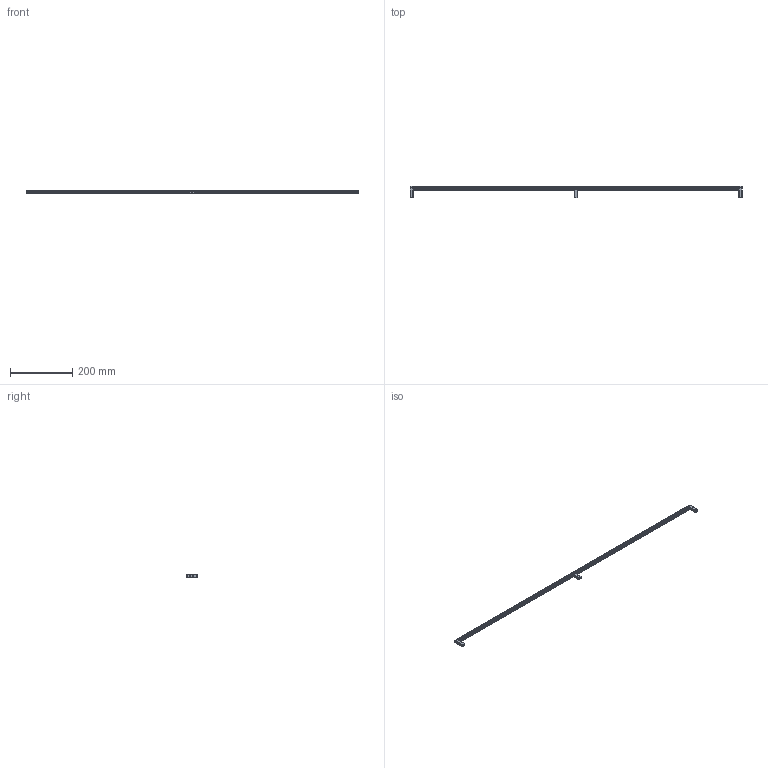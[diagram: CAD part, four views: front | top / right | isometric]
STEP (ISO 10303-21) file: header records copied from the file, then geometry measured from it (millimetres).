
FILE_DESCRIPTION(/* description */ (''),/* implementation_level */ '2;1');
FILE_NAME(/* name */ '0676_1056_01.stp',/* time_stamp */ '2024-11-12T11:59:08+01:00',/* author */ ('mantolin'),/* organization */ (''),/* preprocessor_version */ 'ST-DEVELOPER v18.1',/* originating_system */ 'Autodesk Inventor 2022',/* authorisation */ '');
FILE_SCHEMA (('AUTOMOTIVE_DESIGN { 1 0 10303 214 3 1 1 }'));
Length unit declared in the file: millimetre
Products named in the file (5): 0676_160_00; 0676_Extreme Foot_00; 0676_320_Bar_00; 0676_Middle Foot_00; SCREW MF_32_00
Assembly tree (7 placements, depth 2):
  0676_160_00
    0676_Extreme Foot_00  x2
    0676_320_Bar_00
    0676_Middle Foot_00
    SCREW MF_32_00  x3
Bounding box: 1066 x 36.96 x 10 mm (x, y, z)
Volume: 128680.5 mm3; surface area: 54823 mm2
Topology: 7 solids, 7 shells, 443 faces, 1068 edges, 645 vertices
Faces by surface type: bspline 192, cylinder 148, plane 74, cone 21, torus 8
Full cylindrical faces by diameter (mm): 3.242 x6, 4 x6, 6 x3, 6.5 x3
Entity records: 27791 total; most frequent: CARTESIAN_POINT 19931, ORIENTED_EDGE 1866, DIRECTION 1253, EDGE_CURVE 933, VERTEX_POINT 558, AXIS2_PLACEMENT_3D 516, EDGE_LOOP 403, FACE_OUTER_BOUND 389
